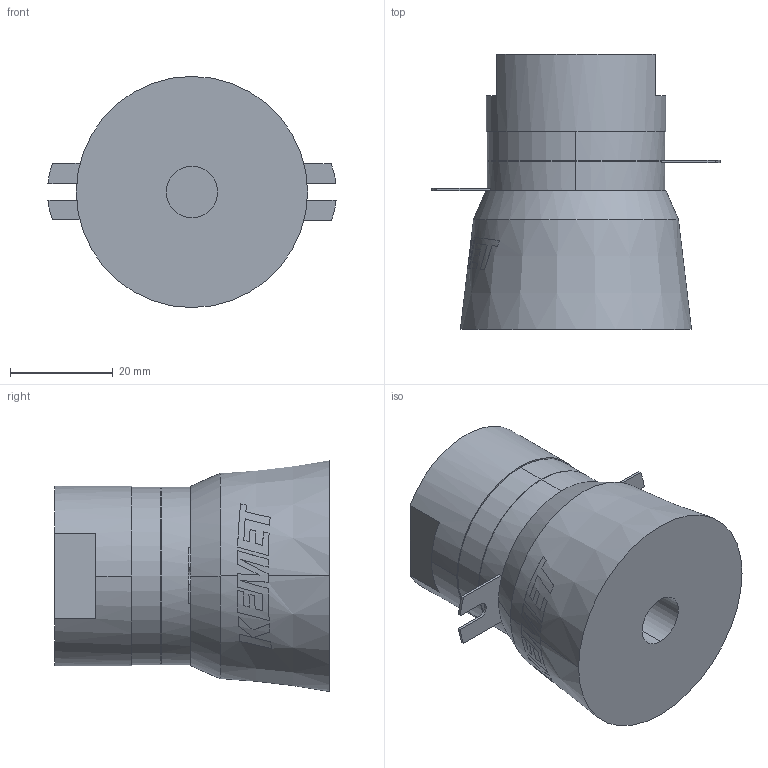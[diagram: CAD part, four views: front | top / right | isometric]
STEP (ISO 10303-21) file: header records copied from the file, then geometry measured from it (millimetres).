
FILE_DESCRIPTION (( 'STEP AP214' ), '1' );
FILE_NAME ('ATB_45402HA_D45L53.5.STEP', '2018-10-10T15:49:36', ( '' ), ( '' ), 'SwSTEP 2.0', 'SolidWorks 2014', '' );
FILE_SCHEMA (( 'AUTOMOTIVE_DESIGN' ));
Length unit declared in the file: millimetre
Products named in the file (1): ATB_45402HA_D45L53.5
Bounding box: 56.09 x 53.5 x 45 mm (x, y, z)
Volume: 60284.5 mm3; surface area: 11766.6 mm2
Topology: 1 solids, 1 shells, 100 faces, 277 edges, 183 vertices
Faces by surface type: bspline 53, plane 26, cylinder 14, cone 7
Entity records: 3952 total; most frequent: CARTESIAN_POINT 1309, ORIENTED_EDGE 554, EDGE_CURVE 277, DIRECTION 258, VERTEX_POINT 183, B_SPLINE_CURVE_WITH_KNOTS 161, EDGE_LOOP 104, ADVANCED_FACE 100
